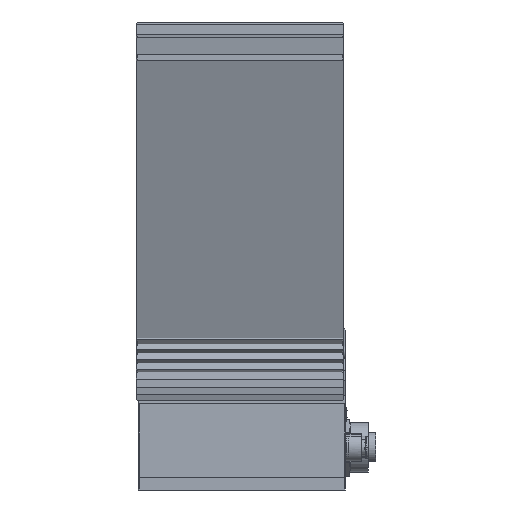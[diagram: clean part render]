
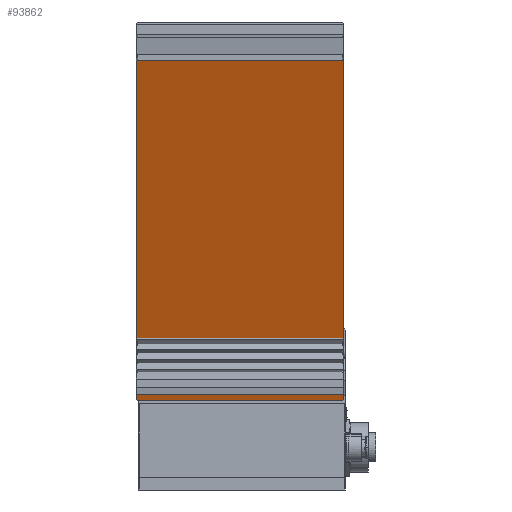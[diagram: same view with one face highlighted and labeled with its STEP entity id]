
A CAD part, left-side view. The second image highlights one B-rep face of the part: STEP entity #93862.
In plain terms, the highlighted face is planar.
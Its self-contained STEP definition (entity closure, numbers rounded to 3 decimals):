
#39734=VECTOR('',#68687,1.);
#39741=VECTOR('',#68700,1.);
#39742=VECTOR('',#68701,1.);
#39743=VECTOR('',#68702,1.);
#39744=VECTOR('',#68703,1.);
#39745=VECTOR('',#68704,1.);
#39746=VECTOR('',#68705,1.);
#39747=VECTOR('',#68706,1.);
#41872=LINE('',#83557,#39734);
#41879=LINE('',#83575,#39741);
#41880=LINE('',#83577,#39742);
#41881=LINE('',#83579,#39743);
#41882=LINE('',#83581,#39744);
#41883=LINE('',#83583,#39745);
#41884=LINE('',#83585,#39746);
#41885=LINE('',#83586,#39747);
#42986=PLANE('',#91215);
#48906=ORIENTED_EDGE('',*,*,#57594,.T.);
#48907=ORIENTED_EDGE('',*,*,#57603,.T.);
#48908=ORIENTED_EDGE('',*,*,#57604,.T.);
#48909=ORIENTED_EDGE('',*,*,#57605,.T.);
#48910=ORIENTED_EDGE('',*,*,#57606,.T.);
#48911=ORIENTED_EDGE('',*,*,#57607,.T.);
#48912=ORIENTED_EDGE('',*,*,#57608,.T.);
#48913=ORIENTED_EDGE('',*,*,#57609,.T.);
#48914=ORIENTED_EDGE('',*,*,#57610,.F.);
#51867=CIRCLE('',#91216,2.);
#54049=VERTEX_POINT('',#83555);
#54050=VERTEX_POINT('',#83556);
#54058=VERTEX_POINT('',#83574);
#54059=VERTEX_POINT('',#83576);
#54060=VERTEX_POINT('',#83578);
#54061=VERTEX_POINT('',#83580);
#54062=VERTEX_POINT('',#83582);
#54063=VERTEX_POINT('',#83584);
#54064=VERTEX_POINT('',#83587);
#57594=EDGE_CURVE('',#54049,#54050,#41872,.T.);
#57603=EDGE_CURVE('',#54050,#54058,#41879,.T.);
#57604=EDGE_CURVE('',#54058,#54059,#41880,.T.);
#57605=EDGE_CURVE('',#54059,#54060,#41881,.T.);
#57606=EDGE_CURVE('',#54060,#54061,#41882,.T.);
#57607=EDGE_CURVE('',#54061,#54062,#41883,.T.);
#57608=EDGE_CURVE('',#54062,#54063,#41884,.T.);
#57609=EDGE_CURVE('',#54063,#54049,#41885,.T.);
#57610=EDGE_CURVE('',#54064,#54064,#51867,.T.);
#59914=EDGE_LOOP('',(#48906,#48907,#48908,#48909,#48910,#48911,#48912,#48913));
#59915=EDGE_LOOP('',(#48914));
#61979=FACE_BOUND('',#59914,.T.);
#61980=FACE_BOUND('',#59915,.T.);
#68687=DIRECTION('',(174.,0.,0.));
#68698=DIRECTION('',(0.,0.,1.));
#68699=DIRECTION('',(0.,-1.,0.));
#68700=DIRECTION('',(0.5,0.5,0.));
#68701=DIRECTION('',(0.,99.,0.));
#68702=DIRECTION('',(-0.5,0.5,0.));
#68703=DIRECTION('',(-174.,0.,0.));
#68704=DIRECTION('',(-0.5,-0.5,0.));
#68705=DIRECTION('',(0.,-99.,0.));
#68706=DIRECTION('',(0.5,-0.5,0.));
#68707=DIRECTION('',(0.,0.,1.));
#68708=DIRECTION('',(0.,-2.,0.));
#83555=CARTESIAN_POINT('',(0.5,0.,8.));
#83556=CARTESIAN_POINT('',(174.5,0.,8.));
#83557=CARTESIAN_POINT('',(0.5,0.,8.));
#83573=CARTESIAN_POINT('',(0.5,0.,8.));
#83574=CARTESIAN_POINT('',(175.,0.5,8.));
#83575=CARTESIAN_POINT('',(174.5,0.,8.));
#83576=CARTESIAN_POINT('',(175.,99.5,8.));
#83577=CARTESIAN_POINT('',(175.,0.5,8.));
#83578=CARTESIAN_POINT('',(174.5,100.,8.));
#83579=CARTESIAN_POINT('',(175.,99.5,8.));
#83580=CARTESIAN_POINT('',(0.5,100.,8.));
#83581=CARTESIAN_POINT('',(174.5,100.,8.));
#83582=CARTESIAN_POINT('',(0.,99.5,8.));
#83583=CARTESIAN_POINT('',(0.5,100.,8.));
#83584=CARTESIAN_POINT('',(0.,0.5,8.));
#83585=CARTESIAN_POINT('',(0.,99.5,8.));
#83586=CARTESIAN_POINT('',(0.,0.5,8.));
#83587=CARTESIAN_POINT('',(17.,2.,8.));
#83588=CARTESIAN_POINT('',(17.,4.,8.));
#91215=AXIS2_PLACEMENT_3D('',#83573,#68698,#68699);
#91216=AXIS2_PLACEMENT_3D('',#83588,#68707,#68708);
#93862=ADVANCED_FACE('',(#61979,#61980),#42986,.T.);
